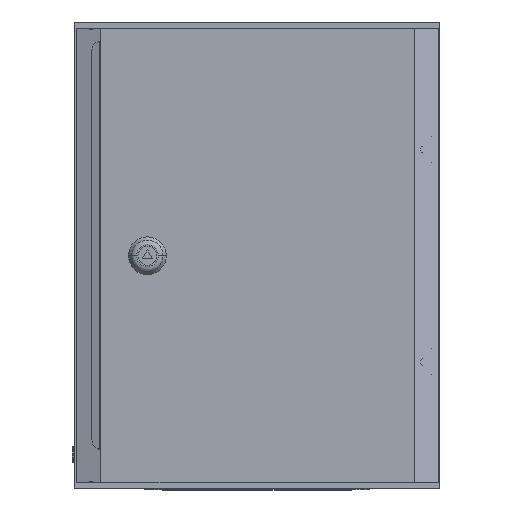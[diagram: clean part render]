
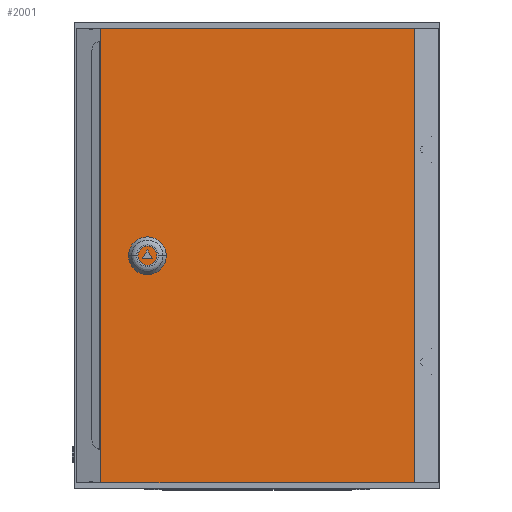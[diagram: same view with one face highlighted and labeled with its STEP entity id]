
A CAD part, top view. The second image highlights one B-rep face of the part: STEP entity #2001.
In plain terms, the highlighted planar face has unit normal (-0.002, 0, 1).
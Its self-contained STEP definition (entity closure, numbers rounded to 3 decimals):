
#438 = VERTEX_POINT ( 'NONE', #4907 ) ;
#675 = VERTEX_POINT ( 'NONE', #2284 ) ;
#864 = DIRECTION ( 'NONE',  ( 0., -1., 0. ) ) ;
#969 = DIRECTION ( 'NONE',  ( -1., 0., 0. ) ) ;
#1528 = DIRECTION ( 'NONE',  ( 0., 0., 1. ) ) ;
#2001 = ADVANCED_FACE ( 'NONE', ( #19592, #12069 ), #6893, .T. ) ;
#2229 = LINE ( 'NONE', #19808, #18632 ) ;
#2284 = CARTESIAN_POINT ( 'NONE',  ( -92., 0., 0. ) ) ;
#2911 = ORIENTED_EDGE ( 'NONE', *, *, #13746, .F. ) ;
#3405 = VECTOR ( 'NONE', #864, 1000. ) ;
#3966 = AXIS2_PLACEMENT_3D ( 'NONE', #7139, #6932, #6998 ) ;
#3973 = CARTESIAN_POINT ( 'NONE',  ( -132.921, 192.5, 0. ) ) ;
#4364 = ORIENTED_EDGE ( 'NONE', *, *, #13560, .F. ) ;
#4386 = CARTESIAN_POINT ( 'NONE',  ( -95., 0., 0. ) ) ;
#4675 = CARTESIAN_POINT ( 'NONE',  ( -93.5, 0., 0. ) ) ;
#4815 = ORIENTED_EDGE ( 'NONE', *, *, #18471, .T. ) ;
#4907 = CARTESIAN_POINT ( 'NONE',  ( -132.921, -192.5, 0. ) ) ;
#4946 = EDGE_CURVE ( 'NONE', #8937, #438, #2229, .T. ) ;
#5624 = EDGE_CURVE ( 'NONE', #17043, #17938, #12708, .T. ) ;
#5949 = CARTESIAN_POINT ( 'NONE',  ( 132.921, 192.5, 0. ) ) ;
#6265 = DIRECTION ( 'NONE',  ( 1., 0., 0. ) ) ;
#6700 = CIRCLE ( 'NONE', #16721, 1.5 ) ;
#6893 = PLANE ( 'NONE',  #3966 ) ;
#6932 = DIRECTION ( 'NONE',  ( 0., 0., 1. ) ) ;
#6998 = DIRECTION ( 'NONE',  ( 1., 0., 0. ) ) ;
#7139 = CARTESIAN_POINT ( 'NONE',  ( -132.921, 192.5, 0. ) ) ;
#7422 = LINE ( 'NONE', #5949, #12013 ) ;
#8581 = DIRECTION ( 'NONE',  ( -1., 0., 0. ) ) ;
#8658 = AXIS2_PLACEMENT_3D ( 'NONE', #10965, #1528, #12471 ) ;
#8937 = VERTEX_POINT ( 'NONE', #10400 ) ;
#10400 = CARTESIAN_POINT ( 'NONE',  ( 132.921, -192.5, 0. ) ) ;
#10584 = DIRECTION ( 'NONE',  ( 0., -1., 0. ) ) ;
#10965 = CARTESIAN_POINT ( 'NONE',  ( -93.5, 0., 0. ) ) ;
#11514 = ORIENTED_EDGE ( 'NONE', *, *, #4946, .F. ) ;
#11572 = ORIENTED_EDGE ( 'NONE', *, *, #5624, .T. ) ;
#11823 = CARTESIAN_POINT ( 'NONE',  ( -132.921, 192.5, 0. ) ) ;
#12013 = VECTOR ( 'NONE', #10584, 1000. ) ;
#12069 = FACE_OUTER_BOUND ( 'NONE', #19746, .T. ) ;
#12471 = DIRECTION ( 'NONE',  ( 1., 0., 0. ) ) ;
#12708 = LINE ( 'NONE', #3973, #17238 ) ;
#12996 = CARTESIAN_POINT ( 'NONE',  ( -132.921, 192.5, 0. ) ) ;
#13560 = EDGE_CURVE ( 'NONE', #14357, #675, #19791, .T. ) ;
#13746 = EDGE_CURVE ( 'NONE', #17043, #8937, #7422, .T. ) ;
#14357 = VERTEX_POINT ( 'NONE', #4386 ) ;
#14470 = EDGE_CURVE ( 'NONE', #675, #14357, #6700, .T. ) ;
#15473 = DIRECTION ( 'NONE',  ( 0., 0., 1. ) ) ;
#16556 = CARTESIAN_POINT ( 'NONE',  ( 132.921, 192.5, 0. ) ) ;
#16721 = AXIS2_PLACEMENT_3D ( 'NONE', #4675, #15473, #6265 ) ;
#17043 = VERTEX_POINT ( 'NONE', #16556 ) ;
#17112 = EDGE_LOOP ( 'NONE', ( #19843, #4364 ) ) ;
#17238 = VECTOR ( 'NONE', #8581, 1000. ) ;
#17938 = VERTEX_POINT ( 'NONE', #12996 ) ;
#18328 = LINE ( 'NONE', #11823, #3405 ) ;
#18471 = EDGE_CURVE ( 'NONE', #17938, #438, #18328, .T. ) ;
#18632 = VECTOR ( 'NONE', #969, 1000. ) ;
#19592 = FACE_BOUND ( 'NONE', #17112, .T. ) ;
#19746 = EDGE_LOOP ( 'NONE', ( #11514, #2911, #11572, #4815 ) ) ;
#19791 = CIRCLE ( 'NONE', #8658, 1.5 ) ;
#19808 = CARTESIAN_POINT ( 'NONE',  ( -132.921, -192.5, 0. ) ) ;
#19843 = ORIENTED_EDGE ( 'NONE', *, *, #14470, .F. ) ;
